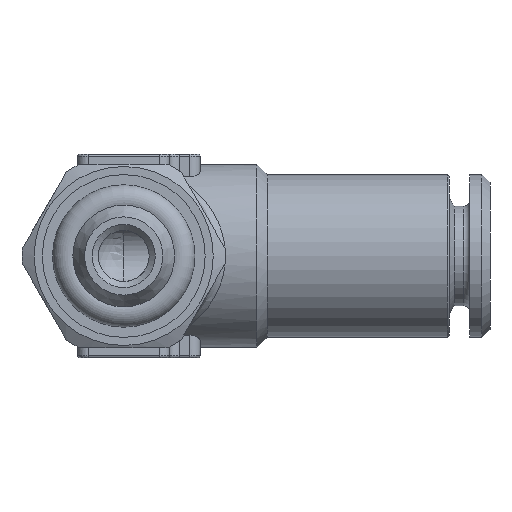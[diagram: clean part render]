
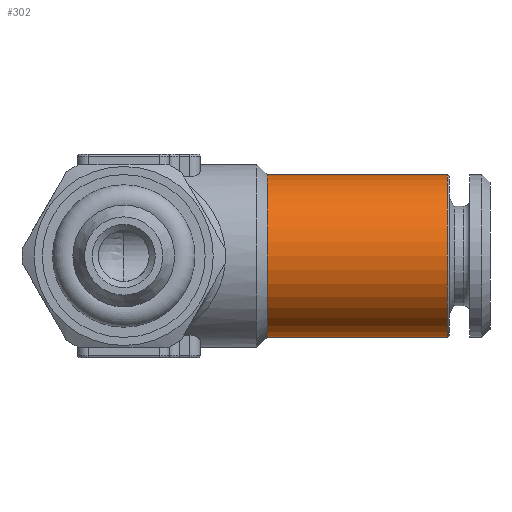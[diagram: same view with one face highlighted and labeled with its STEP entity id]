
A CAD part, front view. The second image highlights one B-rep face of the part: STEP entity #302.
In plain terms, the highlighted cylindrical face has radius 4 mm (diameter 8 mm), a full revolution.
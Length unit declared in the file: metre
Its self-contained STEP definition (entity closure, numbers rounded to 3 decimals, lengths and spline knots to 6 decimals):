
#302 = ADVANCED_FACE( 'NONE', ( #636, #637 ), #638, .T. );
#636 = FACE_OUTER_BOUND( '', #1114, .T. );
#637 = FACE_OUTER_BOUND( '', #1115, .T. );
#638 = CYLINDRICAL_SURFACE( '', #1116, 0.004 );
#1114 = EDGE_LOOP( '', ( #1875 ) );
#1115 = EDGE_LOOP( '', ( #1876 ) );
#1116 = AXIS2_PLACEMENT_3D( '', #1877, #1878, #1879 );
#1875 = ORIENTED_EDGE( '', *, *, #1996, .F. );
#1876 = ORIENTED_EDGE( '', *, *, #2182, .T. );
#1877 = CARTESIAN_POINT( '', ( 0., 0., 0. ) );
#1878 = DIRECTION( '', ( 1., 0., 0. ) );
#1879 = DIRECTION( '', ( 0., 0., 1. ) );
#1996 = EDGE_CURVE( 'NONE', #2338, #2338, #2339, .T. );
#2182 = EDGE_CURVE( 'NONE', #2616, #2616, #2617, .T. );
#2338 = VERTEX_POINT( '', #2818 );
#2339 = CIRCLE( '', #2819, 0.004 );
#2616 = VERTEX_POINT( '', #3455 );
#2617 = CIRCLE( '', #3456, 0.004 );
#2818 = CARTESIAN_POINT( '', ( 0.007043, 0., 0.004 ) );
#2819 = AXIS2_PLACEMENT_3D( '', #3634, #3635, #3636 );
#3455 = CARTESIAN_POINT( '', ( 0.0159, 0., 0.004 ) );
#3456 = AXIS2_PLACEMENT_3D( '', #3841, #3842, #3843 );
#3634 = CARTESIAN_POINT( '', ( 0.007043, 0., 0. ) );
#3635 = DIRECTION( '', ( -1., 0., 0. ) );
#3636 = DIRECTION( '', ( 0., 0., 1. ) );
#3841 = CARTESIAN_POINT( '', ( 0.0159, 0., 0. ) );
#3842 = DIRECTION( '', ( -1., 0., 0. ) );
#3843 = DIRECTION( '', ( 0., 0., 1. ) );
